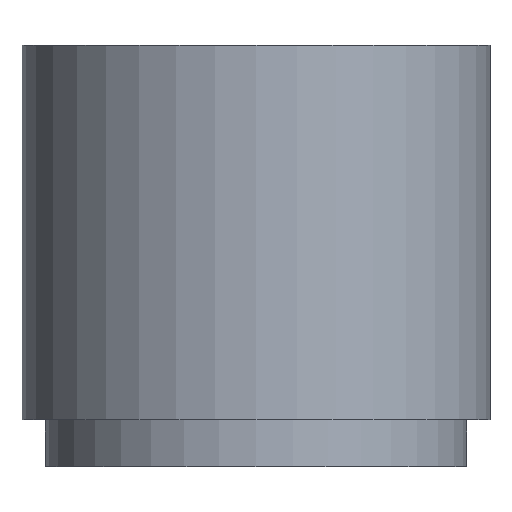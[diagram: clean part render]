
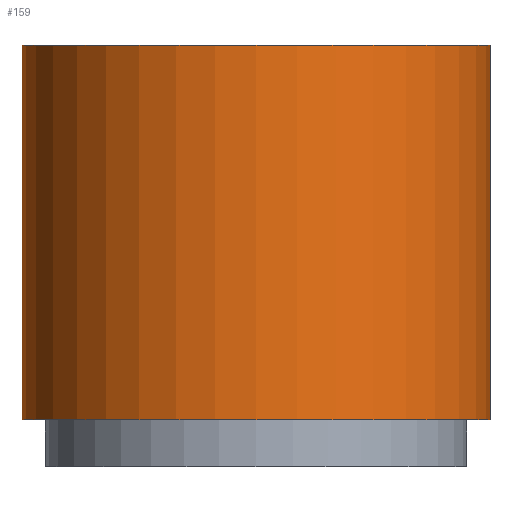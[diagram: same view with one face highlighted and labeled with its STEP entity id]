
A CAD part, front view. The second image highlights one B-rep face of the part: STEP entity #159.
In plain terms, the highlighted cylindrical face has radius 10 mm (diameter 20 mm), a partial arc.
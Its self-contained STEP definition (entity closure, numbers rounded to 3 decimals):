
#4 = ORIENTED_EDGE ( 'NONE', *, *, #214, .F. ) ;
#26 = EDGE_CURVE ( 'NONE', #172, #103, #181, .T. ) ;
#31 = EDGE_CURVE ( 'NONE', #77, #103, #145, .T. ) ;
#34 = CARTESIAN_POINT ( 'NONE',  ( 0., 0., 16. ) ) ;
#36 = CARTESIAN_POINT ( 'NONE',  ( -10., 0., 16. ) ) ;
#37 = VECTOR ( 'NONE', #58, 1000. ) ;
#40 = FACE_OUTER_BOUND ( 'NONE', #144, .T. ) ;
#58 = DIRECTION ( 'NONE',  ( 0., 0., -1. ) ) ;
#65 = ORIENTED_EDGE ( 'NONE', *, *, #31, .T. ) ;
#73 = CARTESIAN_POINT ( 'NONE',  ( -10., 0., 0. ) ) ;
#77 = VERTEX_POINT ( 'NONE', #73 ) ;
#85 = DIRECTION ( 'NONE',  ( -1., 0., 0. ) ) ;
#103 = VERTEX_POINT ( 'NONE', #281 ) ;
#104 = CARTESIAN_POINT ( 'NONE',  ( 0., 0., 16. ) ) ;
#115 = AXIS2_PLACEMENT_3D ( 'NONE', #253, #125, #307 ) ;
#121 = AXIS2_PLACEMENT_3D ( 'NONE', #34, #290, #240 ) ;
#125 = DIRECTION ( 'NONE',  ( 0., 0., 1. ) ) ;
#139 = DIRECTION ( 'NONE',  ( 0., 0., -1. ) ) ;
#144 = EDGE_LOOP ( 'NONE', ( #251, #4, #227, #65 ) ) ;
#145 = CIRCLE ( 'NONE', #115, 10. ) ;
#155 = VERTEX_POINT ( 'NONE', #161 ) ;
#159 = ADVANCED_FACE ( 'NONE', ( #40 ), #163, .T. ) ;
#161 = CARTESIAN_POINT ( 'NONE',  ( -10., 0., 16. ) ) ;
#163 = CYLINDRICAL_SURFACE ( 'NONE', #320, 10. ) ;
#169 = VECTOR ( 'NONE', #234, 1000. ) ;
#172 = VERTEX_POINT ( 'NONE', #187 ) ;
#181 = LINE ( 'NONE', #185, #169 ) ;
#185 = CARTESIAN_POINT ( 'NONE',  ( 10., 0., 16. ) ) ;
#186 = LINE ( 'NONE', #36, #37 ) ;
#187 = CARTESIAN_POINT ( 'NONE',  ( 10., 0., 16. ) ) ;
#214 = EDGE_CURVE ( 'NONE', #155, #172, #260, .T. ) ;
#227 = ORIENTED_EDGE ( 'NONE', *, *, #259, .T. ) ;
#234 = DIRECTION ( 'NONE',  ( 0., 0., -1. ) ) ;
#240 = DIRECTION ( 'NONE',  ( 1., 0., 0. ) ) ;
#251 = ORIENTED_EDGE ( 'NONE', *, *, #26, .F. ) ;
#253 = CARTESIAN_POINT ( 'NONE',  ( 0., 0., 0. ) ) ;
#259 = EDGE_CURVE ( 'NONE', #155, #77, #186, .T. ) ;
#260 = CIRCLE ( 'NONE', #121, 10. ) ;
#281 = CARTESIAN_POINT ( 'NONE',  ( 10., 0., 0. ) ) ;
#290 = DIRECTION ( 'NONE',  ( 0., 0., 1. ) ) ;
#307 = DIRECTION ( 'NONE',  ( 1., 0., 0. ) ) ;
#320 = AXIS2_PLACEMENT_3D ( 'NONE', #104, #139, #85 ) ;
